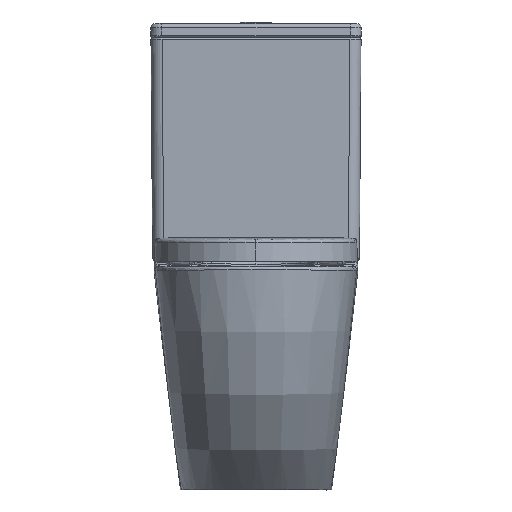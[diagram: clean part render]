
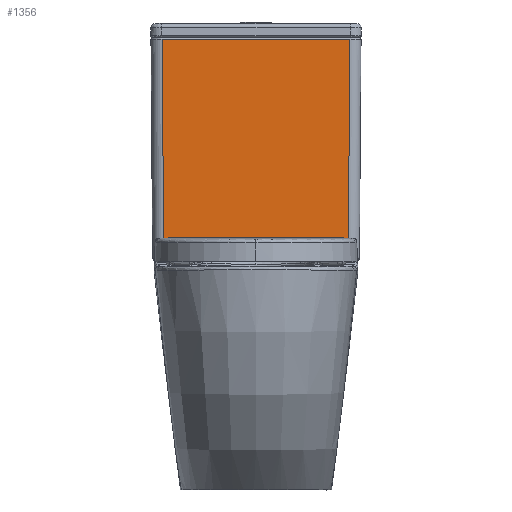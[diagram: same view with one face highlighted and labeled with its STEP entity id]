
A CAD part, front view. The second image highlights one B-rep face of the part: STEP entity #1356.
In plain terms, the highlighted face is planar.
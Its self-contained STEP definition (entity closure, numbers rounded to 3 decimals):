
#1356=ADVANCED_FACE('',(#2830),#21799,.T.);
#2830=FACE_OUTER_BOUND('',#4277,.T.);
#4277=EDGE_LOOP('',(#9534,#9535,#9536,#9537));
#9534=ORIENTED_EDGE('',*,*,#14052,.T.);
#9535=ORIENTED_EDGE('',*,*,#14054,.T.);
#9536=ORIENTED_EDGE('',*,*,#13979,.F.);
#9537=ORIENTED_EDGE('',*,*,#14053,.F.);
#13979=EDGE_CURVE('',#20012,#20013,#16817,.T.);
#14052=EDGE_CURVE('',#20061,#20062,#16867,.T.);
#14053=EDGE_CURVE('',#20061,#20012,#16868,.T.);
#14054=EDGE_CURVE('',#20062,#20013,#16869,.T.);
#16817=B_SPLINE_CURVE_WITH_KNOTS('',1,(#71845,#71846),.UNSPECIFIED.,.F.,
 .F.,(2,2),(-330.077,0.),.UNSPECIFIED.);
#16867=B_SPLINE_CURVE_WITH_KNOTS('',1,(#72120,#72121),.UNSPECIFIED.,.F.,
 .F.,(2,2),(-335.962,0.),.UNSPECIFIED.);
#16868=B_SPLINE_CURVE_WITH_KNOTS('',1,(#72122,#72123),.UNSPECIFIED.,.F.,
 .F.,(2,2),(0.,392.091),.UNSPECIFIED.);
#16869=B_SPLINE_CURVE_WITH_KNOTS('',1,(#72124,#72125),.UNSPECIFIED.,.F.,
 .F.,(2,2),(-392.091,0.),.UNSPECIFIED.);
#20012=VERTEX_POINT('',#71693);
#20013=VERTEX_POINT('',#71694);
#20061=VERTEX_POINT('',#71742);
#20062=VERTEX_POINT('',#71743);
#21799=PLANE('',#22760);
#22760=AXIS2_PLACEMENT_3D('',#71394,#23500,$);
#23500=DIRECTION('',(0.,-0.016,1.));
#71394=CARTESIAN_POINT('',(202.256,446.846,136.863));
#71693=CARTESIAN_POINT('',(165.039,14.921,130.077));
#71694=CARTESIAN_POINT('',(-165.039,14.921,130.077));
#71742=CARTESIAN_POINT('',(167.981,406.953,136.236));
#71743=CARTESIAN_POINT('',(-167.981,406.953,136.236));
#71845=CARTESIAN_POINT('',(165.039,14.921,130.077));
#71846=CARTESIAN_POINT('',(-165.039,14.921,130.077));
#72120=CARTESIAN_POINT('',(167.981,406.953,136.236));
#72121=CARTESIAN_POINT('',(-167.981,406.953,136.236));
#72122=CARTESIAN_POINT('',(167.981,406.953,136.236));
#72123=CARTESIAN_POINT('',(165.039,14.921,130.077));
#72124=CARTESIAN_POINT('',(-167.981,406.953,136.236));
#72125=CARTESIAN_POINT('',(-165.039,14.921,130.077));
